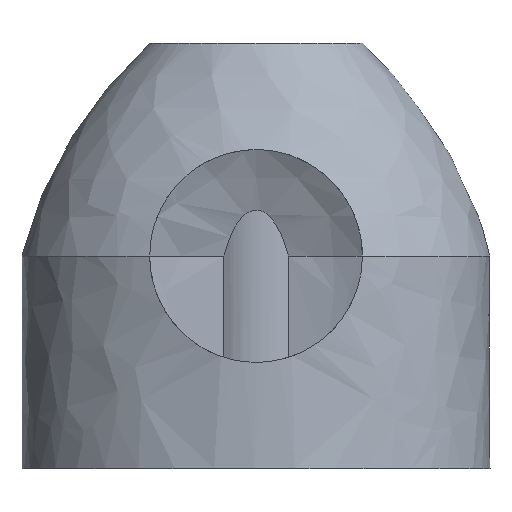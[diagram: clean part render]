
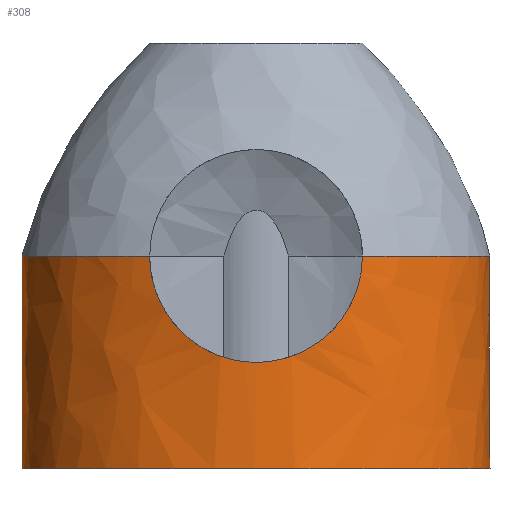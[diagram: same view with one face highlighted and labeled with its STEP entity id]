
A CAD part, front view. The second image highlights one B-rep face of the part: STEP entity #308.
In plain terms, the highlighted free-form (B-spline) face has degree [1, 2] with [2, 9] control points.
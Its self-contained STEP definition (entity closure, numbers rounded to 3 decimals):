
#23=(
BOUNDED_SURFACE()
B_SPLINE_SURFACE(1,2,((#867,#868,#869,#870,#871,#872,#873,#874,#875),(#876,
#877,#878,#879,#880,#881,#882,#883,#884)),.UNSPECIFIED.,.F.,.F.,.F.)
B_SPLINE_SURFACE_WITH_KNOTS((2,2),(3,2,2,2,3),(0.,0.909),(-7.64,
-6.176,-4.712,-3.249,-1.785),
 .UNSPECIFIED.)
GEOMETRIC_REPRESENTATION_ITEM()
RATIONAL_B_SPLINE_SURFACE(((1.,0.744,1.,0.744,1.,
0.744,1.,0.744,1.),(1.,0.744,1.,0.744,
1.,0.744,1.,0.744,1.)))
REPRESENTATION_ITEM('')
SURFACE()
);
#41=ELLIPSE('',#334,11.,8.308);
#42=ELLIPSE('',#335,11.,8.308);
#44=ELLIPSE('',#337,11.,8.308);
#45=ELLIPSE('',#341,11.,8.308);
#59=FACE_OUTER_BOUND('',#76,.T.);
#76=EDGE_LOOP('',(#250,#251,#252,#253,#254,#255,#256,#257,#258));
#89=LINE('',#842,#105);
#95=LINE('',#854,#111);
#96=LINE('',#885,#112);
#97=LINE('',#886,#113);
#105=VECTOR('',#379,10.);
#111=VECTOR('',#387,10.);
#112=VECTOR('',#406,10.);
#113=VECTOR('',#407,10.);
#119=B_SPLINE_CURVE_WITH_KNOTS('',3,(#439,#440,#441,#442,#443,#444,#445,
#446,#447,#448,#449,#450,#451,#452,#453,#454,#455,#456),.UNSPECIFIED.,.F.,
 .F.,(4,2,2,2,2,2,2,2,4),(0.,0.19,0.38,
0.57,0.76,0.95,1.141,
1.331,1.521),.UNSPECIFIED.);
#134=VERTEX_POINT('',#437);
#135=VERTEX_POINT('',#438);
#138=VERTEX_POINT('',#602);
#141=VERTEX_POINT('',#616);
#142=VERTEX_POINT('',#621);
#148=VERTEX_POINT('',#838);
#150=VERTEX_POINT('',#841);
#153=VERTEX_POINT('',#848);
#155=VERTEX_POINT('',#852);
#162=EDGE_CURVE('',#134,#135,#119,.T.);
#167=EDGE_CURVE('',#134,#138,#41,.T.);
#171=EDGE_CURVE('',#141,#142,#42,.T.);
#174=EDGE_CURVE('',#142,#135,#44,.T.);
#182=EDGE_CURVE('',#148,#150,#89,.T.);
#188=EDGE_CURVE('',#153,#155,#95,.T.);
#189=EDGE_CURVE('',#150,#155,#45,.T.);
#196=EDGE_CURVE('',#141,#153,#96,.T.);
#197=EDGE_CURVE('',#148,#138,#97,.T.);
#250=ORIENTED_EDGE('',*,*,#162,.T.);
#251=ORIENTED_EDGE('',*,*,#174,.F.);
#252=ORIENTED_EDGE('',*,*,#171,.F.);
#253=ORIENTED_EDGE('',*,*,#196,.T.);
#254=ORIENTED_EDGE('',*,*,#188,.T.);
#255=ORIENTED_EDGE('',*,*,#189,.F.);
#256=ORIENTED_EDGE('',*,*,#182,.F.);
#257=ORIENTED_EDGE('',*,*,#197,.T.);
#258=ORIENTED_EDGE('',*,*,#167,.F.);
#308=ADVANCED_FACE('',(#59),#23,.F.);
#334=AXIS2_PLACEMENT_3D('',#603,#368,#369);
#335=AXIS2_PLACEMENT_3D('',#622,#370,#371);
#337=AXIS2_PLACEMENT_3D('',#629,#374,#375);
#341=AXIS2_PLACEMENT_3D('',#856,#390,#391);
#368=DIRECTION('center_axis',(0.,0.,1.));
#369=DIRECTION('ref_axis',(1.,0.,0.));
#370=DIRECTION('center_axis',(0.,0.,1.));
#371=DIRECTION('ref_axis',(1.,0.,0.));
#374=DIRECTION('center_axis',(0.,0.,1.));
#375=DIRECTION('ref_axis',(1.,0.,0.));
#379=DIRECTION('',(0.,0.,-1.));
#387=DIRECTION('',(0.,0.,-1.));
#390=DIRECTION('center_axis',(0.,0.,-1.));
#391=DIRECTION('ref_axis',(1.,0.,0.));
#406=DIRECTION('',(0.,0.,-1.));
#407=DIRECTION('',(0.,0.,1.));
#437=CARTESIAN_POINT('',(80.,7.6,10.));
#438=CARTESIAN_POINT('',(70.,7.6,10.));
#439=CARTESIAN_POINT('Ctrl Pts',(80.,7.6,10.));
#440=CARTESIAN_POINT('Ctrl Pts',(80.,7.6,9.366));
#441=CARTESIAN_POINT('Ctrl Pts',(79.872,7.548,8.694));
#442=CARTESIAN_POINT('Ctrl Pts',(79.36,7.37,7.464));
#443=CARTESIAN_POINT('Ctrl Pts',(78.977,7.246,6.906));
#444=CARTESIAN_POINT('Ctrl Pts',(78.095,7.02,6.024));
#445=CARTESIAN_POINT('Ctrl Pts',(77.536,6.902,5.64));
#446=CARTESIAN_POINT('Ctrl Pts',(76.306,6.737,5.128));
#447=CARTESIAN_POINT('Ctrl Pts',(75.633,6.692,5.));
#448=CARTESIAN_POINT('Ctrl Pts',(74.367,6.692,5.));
#449=CARTESIAN_POINT('Ctrl Pts',(73.694,6.737,5.128));
#450=CARTESIAN_POINT('Ctrl Pts',(72.464,6.902,5.64));
#451=CARTESIAN_POINT('Ctrl Pts',(71.905,7.02,6.024));
#452=CARTESIAN_POINT('Ctrl Pts',(71.023,7.246,6.906));
#453=CARTESIAN_POINT('Ctrl Pts',(70.64,7.37,7.464));
#454=CARTESIAN_POINT('Ctrl Pts',(70.128,7.548,8.694));
#455=CARTESIAN_POINT('Ctrl Pts',(70.,7.6,9.366));
#456=CARTESIAN_POINT('Ctrl Pts',(70.,7.6,10.));
#602=CARTESIAN_POINT('',(77.337,23.118,10.));
#603=CARTESIAN_POINT('Origin',(75.,15.,10.));
#616=CARTESIAN_POINT('',(72.663,23.118,10.));
#621=CARTESIAN_POINT('',(64.,15.,10.));
#622=CARTESIAN_POINT('Origin',(75.,15.,10.));
#629=CARTESIAN_POINT('Origin',(75.,15.,10.));
#838=CARTESIAN_POINT('',(77.337,23.118,8.));
#841=CARTESIAN_POINT('',(77.337,23.118,0.));
#842=CARTESIAN_POINT('',(77.337,23.118,8.));
#848=CARTESIAN_POINT('',(72.663,23.118,8.));
#852=CARTESIAN_POINT('',(72.663,23.118,0.));
#854=CARTESIAN_POINT('',(72.663,23.118,8.));
#856=CARTESIAN_POINT('Origin',(75.,15.,0.));
#867=CARTESIAN_POINT('Ctrl Pts',(77.337,23.118,10.));
#868=CARTESIAN_POINT('Ctrl Pts',(86.993,21.533,10.));
#869=CARTESIAN_POINT('Ctrl Pts',(85.937,14.113,10.));
#870=CARTESIAN_POINT('Ctrl Pts',(84.881,6.692,10.));
#871=CARTESIAN_POINT('Ctrl Pts',(75.,6.692,10.));
#872=CARTESIAN_POINT('Ctrl Pts',(65.119,6.692,10.));
#873=CARTESIAN_POINT('Ctrl Pts',(64.063,14.113,10.));
#874=CARTESIAN_POINT('Ctrl Pts',(63.007,21.533,10.));
#875=CARTESIAN_POINT('Ctrl Pts',(72.663,23.118,10.));
#876=CARTESIAN_POINT('Ctrl Pts',(77.337,23.118,0.));
#877=CARTESIAN_POINT('Ctrl Pts',(86.993,21.533,0.));
#878=CARTESIAN_POINT('Ctrl Pts',(85.937,14.113,0.));
#879=CARTESIAN_POINT('Ctrl Pts',(84.881,6.692,0.));
#880=CARTESIAN_POINT('Ctrl Pts',(75.,6.692,0.));
#881=CARTESIAN_POINT('Ctrl Pts',(65.119,6.692,0.));
#882=CARTESIAN_POINT('Ctrl Pts',(64.063,14.113,0.));
#883=CARTESIAN_POINT('Ctrl Pts',(63.007,21.533,0.));
#884=CARTESIAN_POINT('Ctrl Pts',(72.663,23.118,0.));
#885=CARTESIAN_POINT('',(72.663,23.118,10.));
#886=CARTESIAN_POINT('',(77.337,23.118,10.));
